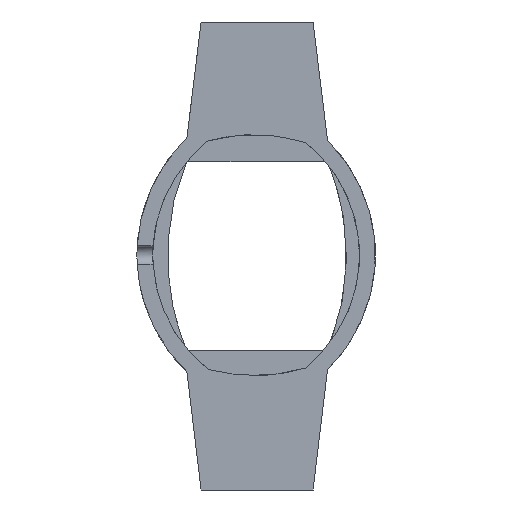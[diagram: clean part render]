
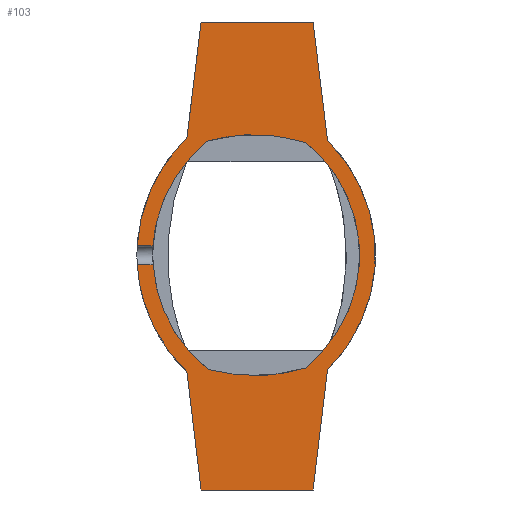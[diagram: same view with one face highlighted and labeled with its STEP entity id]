
A CAD part, front view. The second image highlights one B-rep face of the part: STEP entity #103.
In plain terms, the highlighted planar face has unit normal (0, -1, 0).
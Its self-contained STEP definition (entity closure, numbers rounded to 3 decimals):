
#12=(
BOUNDED_CURVE()
B_SPLINE_CURVE(2,(#1213,#1214,#1215,#1216,#1217),.UNSPECIFIED.,.F.,.F.)
B_SPLINE_CURVE_WITH_KNOTS((3,2,3),(0.,8.022,16.044),
 .UNSPECIFIED.)
CURVE()
GEOMETRIC_REPRESENTATION_ITEM()
RATIONAL_B_SPLINE_CURVE((1.,0.922,1.,0.922,1.))
REPRESENTATION_ITEM('')
);
#15=(
BOUNDED_CURVE()
B_SPLINE_CURVE(2,(#1228,#1229,#1230),.UNSPECIFIED.,.F.,.F.)
B_SPLINE_CURVE_WITH_KNOTS((3,3),(0.,7.614),.UNSPECIFIED.)
CURVE()
GEOMETRIC_REPRESENTATION_ITEM()
RATIONAL_B_SPLINE_CURVE((1.,0.931,1.))
REPRESENTATION_ITEM('')
);
#16=(
BOUNDED_CURVE()
B_SPLINE_CURVE(2,(#1231,#1232,#1233),.UNSPECIFIED.,.F.,.F.)
B_SPLINE_CURVE_WITH_KNOTS((3,3),(0.,7.648),.UNSPECIFIED.)
CURVE()
GEOMETRIC_REPRESENTATION_ITEM()
RATIONAL_B_SPLINE_CURVE((1.,0.93,1.))
REPRESENTATION_ITEM('')
);
#24=(
BOUNDED_CURVE()
B_SPLINE_CURVE(2,(#1277,#1278,#1279),.UNSPECIFIED.,.F.,.F.)
B_SPLINE_CURVE_WITH_KNOTS((3,3),(0.,6.189),.UNSPECIFIED.)
CURVE()
GEOMETRIC_REPRESENTATION_ITEM()
RATIONAL_B_SPLINE_CURVE((1.,0.96,1.))
REPRESENTATION_ITEM('')
);
#26=(
BOUNDED_CURVE()
B_SPLINE_CURVE(2,(#1287,#1288,#1289,#1290,#1291),.UNSPECIFIED.,.F.,.F.)
B_SPLINE_CURVE_WITH_KNOTS((3,2,3),(0.,8.154,16.309),
 .UNSPECIFIED.)
CURVE()
GEOMETRIC_REPRESENTATION_ITEM()
RATIONAL_B_SPLINE_CURVE((1.,0.902,1.,0.902,1.))
REPRESENTATION_ITEM('')
);
#32=(
BOUNDED_CURVE()
B_SPLINE_CURVE(2,(#1309,#1310,#1311),.UNSPECIFIED.,.F.,.F.)
B_SPLINE_CURVE_WITH_KNOTS((3,3),(0.,6.274),.UNSPECIFIED.)
CURVE()
GEOMETRIC_REPRESENTATION_ITEM()
RATIONAL_B_SPLINE_CURVE((1.,0.959,1.))
REPRESENTATION_ITEM('')
);
#34=(
BOUNDED_CURVE()
B_SPLINE_CURVE(2,(#1317,#1318,#1319),.UNSPECIFIED.,.F.,.F.)
B_SPLINE_CURVE_WITH_KNOTS((3,3),(0.,7.684),.UNSPECIFIED.)
CURVE()
GEOMETRIC_REPRESENTATION_ITEM()
RATIONAL_B_SPLINE_CURVE((1.,0.914,1.))
REPRESENTATION_ITEM('')
);
#38=(
BOUNDED_CURVE()
B_SPLINE_CURVE(2,(#1331,#1332,#1333),.UNSPECIFIED.,.F.,.F.)
B_SPLINE_CURVE_WITH_KNOTS((3,3),(0.,7.667),.UNSPECIFIED.)
CURVE()
GEOMETRIC_REPRESENTATION_ITEM()
RATIONAL_B_SPLINE_CURVE((1.,0.914,1.))
REPRESENTATION_ITEM('')
);
#56=PLANE('',#816);
#103=ADVANCED_FACE('',(#152),#56,.T.);
#152=FACE_OUTER_BOUND('',#201,.T.);
#201=EDGE_LOOP('',(#335,#336,#337,#338,#339,#340,#341,#342,#343,#344,#345,
#346,#347,#348,#349,#350));
#335=ORIENTED_EDGE('',*,*,#479,.F.);
#336=ORIENTED_EDGE('',*,*,#483,.F.);
#337=ORIENTED_EDGE('',*,*,#486,.F.);
#338=ORIENTED_EDGE('',*,*,#511,.F.);
#339=ORIENTED_EDGE('',*,*,#505,.T.);
#340=ORIENTED_EDGE('',*,*,#548,.F.);
#341=ORIENTED_EDGE('',*,*,#541,.F.);
#342=ORIENTED_EDGE('',*,*,#534,.F.);
#343=ORIENTED_EDGE('',*,*,#530,.F.);
#344=ORIENTED_EDGE('',*,*,#544,.F.);
#345=ORIENTED_EDGE('',*,*,#500,.T.);
#346=ORIENTED_EDGE('',*,*,#510,.F.);
#347=ORIENTED_EDGE('',*,*,#492,.F.);
#348=ORIENTED_EDGE('',*,*,#489,.F.);
#349=ORIENTED_EDGE('',*,*,#496,.F.);
#350=ORIENTED_EDGE('',*,*,#507,.F.);
#479=EDGE_CURVE('',#652,#653,#589,.T.);
#483=EDGE_CURVE('',#655,#652,#593,.T.);
#486=EDGE_CURVE('',#657,#655,#596,.T.);
#489=EDGE_CURVE('',#660,#661,#599,.T.);
#492=EDGE_CURVE('',#661,#663,#602,.T.);
#496=EDGE_CURVE('',#665,#660,#606,.T.);
#500=EDGE_CURVE('',#667,#669,#610,.T.);
#505=EDGE_CURVE('',#673,#672,#615,.T.);
#507=EDGE_CURVE('',#653,#665,#12,.T.);
#510=EDGE_CURVE('',#663,#669,#15,.T.);
#511=EDGE_CURVE('',#673,#657,#16,.T.);
#530=EDGE_CURVE('',#677,#676,#24,.T.);
#534=EDGE_CURVE('',#676,#675,#26,.T.);
#541=EDGE_CURVE('',#675,#674,#32,.T.);
#544=EDGE_CURVE('',#667,#677,#34,.T.);
#548=EDGE_CURVE('',#674,#672,#38,.T.);
#589=B_SPLINE_CURVE_WITH_KNOTS('',1,(#1125,#1126),.UNSPECIFIED.,.F.,.F.,
(2,2),(0.,7.539),.UNSPECIFIED.);
#593=B_SPLINE_CURVE_WITH_KNOTS('',1,(#1133,#1134),.UNSPECIFIED.,.F.,.F.,
(2,2),(0.,7.064),.UNSPECIFIED.);
#596=B_SPLINE_CURVE_WITH_KNOTS('',1,(#1139,#1140),.UNSPECIFIED.,.F.,.F.,
(2,2),(0.,7.38),.UNSPECIFIED.);
#599=B_SPLINE_CURVE_WITH_KNOTS('',1,(#1145,#1146),.UNSPECIFIED.,.F.,.F.,
(2,2),(0.,7.064),.UNSPECIFIED.);
#602=B_SPLINE_CURVE_WITH_KNOTS('',1,(#1151,#1152),.UNSPECIFIED.,.F.,.F.,
(2,2),(0.,7.506),.UNSPECIFIED.);
#606=B_SPLINE_CURVE_WITH_KNOTS('',1,(#1159,#1160),.UNSPECIFIED.,.F.,.F.,
(2,2),(0.,7.665),.UNSPECIFIED.);
#610=B_SPLINE_CURVE_WITH_KNOTS('',1,(#1167,#1168),.UNSPECIFIED.,.F.,.F.,
(2,2),(-1.002,0.),.UNSPECIFIED.);
#615=B_SPLINE_CURVE_WITH_KNOTS('',1,(#1209,#1210),.UNSPECIFIED.,.F.,.F.,
(2,2),(-1.002,0.),.UNSPECIFIED.);
#652=VERTEX_POINT('',#1077);
#653=VERTEX_POINT('',#1078);
#655=VERTEX_POINT('',#1080);
#657=VERTEX_POINT('',#1082);
#660=VERTEX_POINT('',#1085);
#661=VERTEX_POINT('',#1086);
#663=VERTEX_POINT('',#1088);
#665=VERTEX_POINT('',#1090);
#667=VERTEX_POINT('',#1092);
#669=VERTEX_POINT('',#1094);
#672=VERTEX_POINT('',#1097);
#673=VERTEX_POINT('',#1098);
#674=VERTEX_POINT('',#1099);
#675=VERTEX_POINT('',#1100);
#676=VERTEX_POINT('',#1101);
#677=VERTEX_POINT('',#1102);
#816=AXIS2_PLACEMENT_3D('',#1058,#846,$);
#846=DIRECTION('',(0.,-1.,0.));
#1058=CARTESIAN_POINT('',(13.146,0.,-41.805));
#1077=CARTESIAN_POINT('',(7.593,0.,-9.225));
#1078=CARTESIAN_POINT('',(8.507,0.,-16.709));
#1080=CARTESIAN_POINT('',(0.529,0.,-9.225));
#1082=CARTESIAN_POINT('',(-0.365,0.,-16.55));
#1085=CARTESIAN_POINT('',(7.593,0.,-38.734));
#1086=CARTESIAN_POINT('',(0.529,0.,-38.734));
#1088=CARTESIAN_POINT('',(-0.365,0.,-31.281));
#1090=CARTESIAN_POINT('',(8.507,0.,-31.123));
#1092=CARTESIAN_POINT('',(-2.492,0.,-24.533));
#1094=CARTESIAN_POINT('',(-3.494,0.,-24.533));
#1097=CARTESIAN_POINT('',(-2.494,0.,-23.333));
#1098=CARTESIAN_POINT('',(-3.496,0.,-23.333));
#1099=CARTESIAN_POINT('',(0.948,0.,-16.729));
#1100=CARTESIAN_POINT('',(7.135,0.,-16.823));
#1101=CARTESIAN_POINT('',(7.093,0.,-31.042));
#1102=CARTESIAN_POINT('',(0.988,0.,-31.134));
#1125=CARTESIAN_POINT('',(7.593,0.,-9.225));
#1126=CARTESIAN_POINT('',(8.507,0.,-16.709));
#1133=CARTESIAN_POINT('',(0.529,0.,-9.225));
#1134=CARTESIAN_POINT('',(7.593,0.,-9.225));
#1139=CARTESIAN_POINT('',(-0.365,0.,-16.55));
#1140=CARTESIAN_POINT('',(0.529,0.,-9.225));
#1145=CARTESIAN_POINT('',(7.593,0.,-38.734));
#1146=CARTESIAN_POINT('',(0.529,0.,-38.734));
#1151=CARTESIAN_POINT('',(0.529,0.,-38.734));
#1152=CARTESIAN_POINT('',(-0.365,0.,-31.281));
#1159=CARTESIAN_POINT('',(8.507,0.,-31.123));
#1160=CARTESIAN_POINT('',(7.593,0.,-38.734));
#1167=CARTESIAN_POINT('',(-2.492,0.,-24.533));
#1168=CARTESIAN_POINT('',(-3.494,0.,-24.533));
#1209=CARTESIAN_POINT('',(-3.496,0.,-23.333));
#1210=CARTESIAN_POINT('',(-2.494,0.,-23.333));
#1213=CARTESIAN_POINT('',(8.507,0.,-16.709));
#1214=CARTESIAN_POINT('',(11.524,0.,-19.681));
#1215=CARTESIAN_POINT('',(11.524,0.,-23.916));
#1216=CARTESIAN_POINT('',(11.524,0.,-28.152));
#1217=CARTESIAN_POINT('',(8.507,0.,-31.123));
#1228=CARTESIAN_POINT('',(-0.365,0.,-31.281));
#1229=CARTESIAN_POINT('',(-3.252,0.,-28.52));
#1230=CARTESIAN_POINT('',(-3.494,0.,-24.533));
#1231=CARTESIAN_POINT('',(-3.496,0.,-23.333));
#1232=CARTESIAN_POINT('',(-3.266,0.,-19.325));
#1233=CARTESIAN_POINT('',(-0.365,0.,-16.55));
#1277=CARTESIAN_POINT('',(0.988,0.,-31.134));
#1278=CARTESIAN_POINT('',(4.054,0.,-31.98));
#1279=CARTESIAN_POINT('',(7.093,0.,-31.042));
#1287=CARTESIAN_POINT('',(7.093,0.,-31.042));
#1288=CARTESIAN_POINT('',(10.511,0.,-28.315));
#1289=CARTESIAN_POINT('',(10.524,0.,-23.943));
#1290=CARTESIAN_POINT('',(10.537,0.,-19.57));
#1291=CARTESIAN_POINT('',(7.135,0.,-16.823));
#1309=CARTESIAN_POINT('',(7.135,0.,-16.823));
#1310=CARTESIAN_POINT('',(4.056,0.,-15.859));
#1311=CARTESIAN_POINT('',(0.948,0.,-16.729));
#1317=CARTESIAN_POINT('',(-2.492,0.,-24.533));
#1318=CARTESIAN_POINT('',(-2.218,0.,-28.606));
#1319=CARTESIAN_POINT('',(0.988,0.,-31.134));
#1331=CARTESIAN_POINT('',(0.948,0.,-16.729));
#1332=CARTESIAN_POINT('',(-2.236,0.,-19.268));
#1333=CARTESIAN_POINT('',(-2.494,0.,-23.333));
